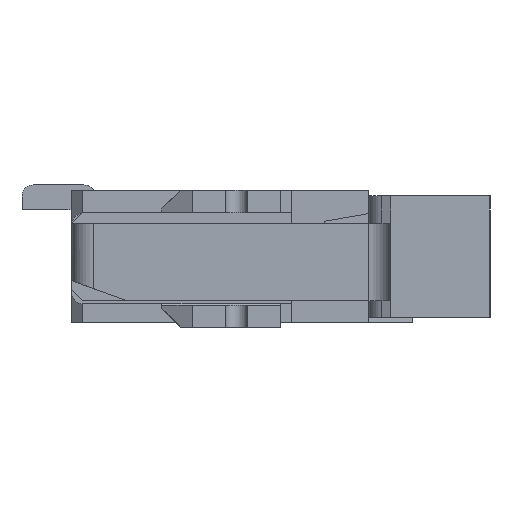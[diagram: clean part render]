
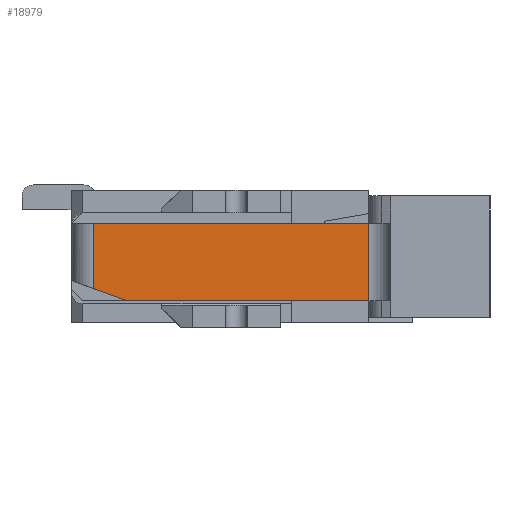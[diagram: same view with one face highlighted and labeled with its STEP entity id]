
A CAD part, left-side view. The second image highlights one B-rep face of the part: STEP entity #18979.
In plain terms, the highlighted planar face has unit normal (-1, 0, 0).
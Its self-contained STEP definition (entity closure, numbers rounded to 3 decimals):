
#5482=ORIENTED_EDGE('',*,*,#8655,.F.);
#5483=ORIENTED_EDGE('',*,*,#8665,.T.);
#5484=ORIENTED_EDGE('',*,*,#8666,.T.);
#5485=ORIENTED_EDGE('',*,*,#8664,.T.);
#5486=ORIENTED_EDGE('',*,*,#8667,.T.);
#8655=EDGE_CURVE('',#10604,#10605,#13008,.T.);
#8664=EDGE_CURVE('',#10608,#10610,#13015,.T.);
#8665=EDGE_CURVE('',#10604,#10611,#13016,.F.);
#8666=EDGE_CURVE('',#10611,#10608,#13017,.T.);
#8667=EDGE_CURVE('',#10610,#10605,#13018,.T.);
#10604=VERTEX_POINT('',#30166);
#10605=VERTEX_POINT('',#30168);
#10608=VERTEX_POINT('',#30179);
#10610=VERTEX_POINT('',#30183);
#10611=VERTEX_POINT('',#30187);
#13008=LINE('',#30167,#15455);
#13015=LINE('',#30184,#15462);
#13016=LINE('',#30186,#15463);
#13017=LINE('',#30188,#15464);
#13018=LINE('',#30189,#15465);
#15455=VECTOR('',#24603,1000.);
#15462=VECTOR('',#24618,1000.);
#15463=VECTOR('',#24621,1000.);
#15464=VECTOR('',#24622,1000.);
#15465=VECTOR('',#24623,1000.);
#16479=EDGE_LOOP('',(#5482,#5483,#5484,#5485,#5486));
#17370=FACE_BOUND('',#16479,.T.);
#18137=PLANE('',#20181);
#18979=ADVANCED_FACE('',(#17370),#18137,.F.);
#20181=AXIS2_PLACEMENT_3D('',#30185,#24619,#24620);
#24603=DIRECTION('',(0.,1.,0.));
#24618=DIRECTION('',(0.,1.,0.));
#24619=DIRECTION('',(1.,0.,0.));
#24620=DIRECTION('',(0.,0.,-1.));
#24621=DIRECTION('',(0.,0.,-1.));
#24622=DIRECTION('',(0.,0.94,0.342));
#24623=DIRECTION('',(0.,0.,-1.));
#30166=CARTESIAN_POINT('',(-8.15,-3.15,-0.3));
#30167=CARTESIAN_POINT('',(-8.15,-3.35,-0.3));
#30168=CARTESIAN_POINT('',(-8.15,-0.65,-0.3));
#30179=CARTESIAN_POINT('',(-8.15,-2.85,0.4));
#30183=CARTESIAN_POINT('',(-8.15,-0.65,0.4));
#30184=CARTESIAN_POINT('',(-8.15,-3.35,0.4));
#30185=CARTESIAN_POINT('',(-8.15,-3.35,0.4));
#30186=CARTESIAN_POINT('',(-8.15,-3.15,0.218));
#30187=CARTESIAN_POINT('',(-8.15,-3.15,0.291));
#30188=CARTESIAN_POINT('',(-8.15,-3.35,0.218));
#30189=CARTESIAN_POINT('',(-8.15,-0.65,0.4));
